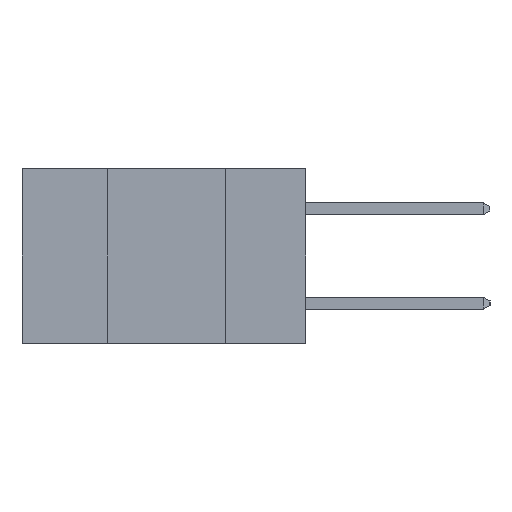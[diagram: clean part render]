
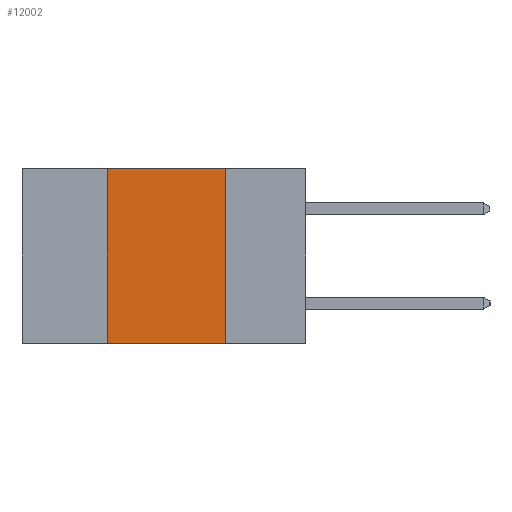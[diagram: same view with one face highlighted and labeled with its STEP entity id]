
A CAD part, left-side view. The second image highlights one B-rep face of the part: STEP entity #12002.
In plain terms, the highlighted planar face has unit normal (-1, 0, 0).
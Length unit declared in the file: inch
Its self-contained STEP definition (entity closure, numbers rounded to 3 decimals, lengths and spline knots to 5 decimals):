
#624 = VECTOR ( 'NONE', #8104, 39.37008 ) ;
#739 = DIRECTION ( 'NONE',  ( 0., 0., -1. ) ) ;
#904 = CARTESIAN_POINT ( 'NONE',  ( 0., 0.17, 0. ) ) ;
#1069 = ORIENTED_EDGE ( 'NONE', *, *, #2399, .T. ) ;
#1191 = CARTESIAN_POINT ( 'NONE',  ( 0., 0.17, -0.37 ) ) ;
#2052 = CARTESIAN_POINT ( 'NONE',  ( 0., 0.17, -0.37 ) ) ;
#2307 = LINE ( 'NONE', #10261, #8230 ) ;
#2399 = EDGE_CURVE ( 'NONE', #12315, #11301, #2307, .T. ) ;
#2450 = ORIENTED_EDGE ( 'NONE', *, *, #6402, .F. ) ;
#3214 = DIRECTION ( 'NONE',  ( 0., 0., 1. ) ) ;
#3232 = CARTESIAN_POINT ( 'NONE',  ( 0., 0.42, -0.37 ) ) ;
#3797 = LINE ( 'NONE', #12662, #624 ) ;
#3831 = EDGE_LOOP ( 'NONE', ( #14643, #2450, #11467, #1069 ) ) ;
#3934 = VERTEX_POINT ( 'NONE', #12648 ) ;
#4446 = AXIS2_PLACEMENT_3D ( 'NONE', #10564, #10561, #10546 ) ;
#4752 = LINE ( 'NONE', #3232, #8607 ) ;
#5606 = EDGE_CURVE ( 'NONE', #12315, #3934, #4752, .T. ) ;
#6402 = EDGE_CURVE ( 'NONE', #3934, #6737, #3797, .T. ) ;
#6721 = VECTOR ( 'NONE', #739, 39.37008 ) ;
#6737 = VERTEX_POINT ( 'NONE', #904 ) ;
#7185 = EDGE_CURVE ( 'NONE', #6737, #11301, #9867, .T. ) ;
#8104 = DIRECTION ( 'NONE',  ( 0., -1., 0. ) ) ;
#8230 = VECTOR ( 'NONE', #10205, 39.37008 ) ;
#8354 = CARTESIAN_POINT ( 'NONE',  ( 0., 0.42, -0.37 ) ) ;
#8607 = VECTOR ( 'NONE', #3214, 39.37008 ) ;
#9867 = LINE ( 'NONE', #1191, #6721 ) ;
#10205 = DIRECTION ( 'NONE',  ( 0., -1., 0. ) ) ;
#10261 = CARTESIAN_POINT ( 'NONE',  ( 0., 0.6, -0.37 ) ) ;
#10546 = DIRECTION ( 'NONE',  ( 0., 0., -1. ) ) ;
#10561 = DIRECTION ( 'NONE',  ( 1., 0., 0. ) ) ;
#10564 = CARTESIAN_POINT ( 'NONE',  ( 0., 0.6, 0. ) ) ;
#10598 = PLANE ( 'NONE',  #4446 ) ;
#11301 = VERTEX_POINT ( 'NONE', #2052 ) ;
#11467 = ORIENTED_EDGE ( 'NONE', *, *, #5606, .F. ) ;
#12002 = ADVANCED_FACE ( 'NONE', ( #14610 ), #10598, .F. ) ;
#12315 = VERTEX_POINT ( 'NONE', #8354 ) ;
#12648 = CARTESIAN_POINT ( 'NONE',  ( 0., 0.42, 0. ) ) ;
#12662 = CARTESIAN_POINT ( 'NONE',  ( 0., 0.6, 0. ) ) ;
#14610 = FACE_OUTER_BOUND ( 'NONE', #3831, .T. ) ;
#14643 = ORIENTED_EDGE ( 'NONE', *, *, #7185, .F. ) ;
